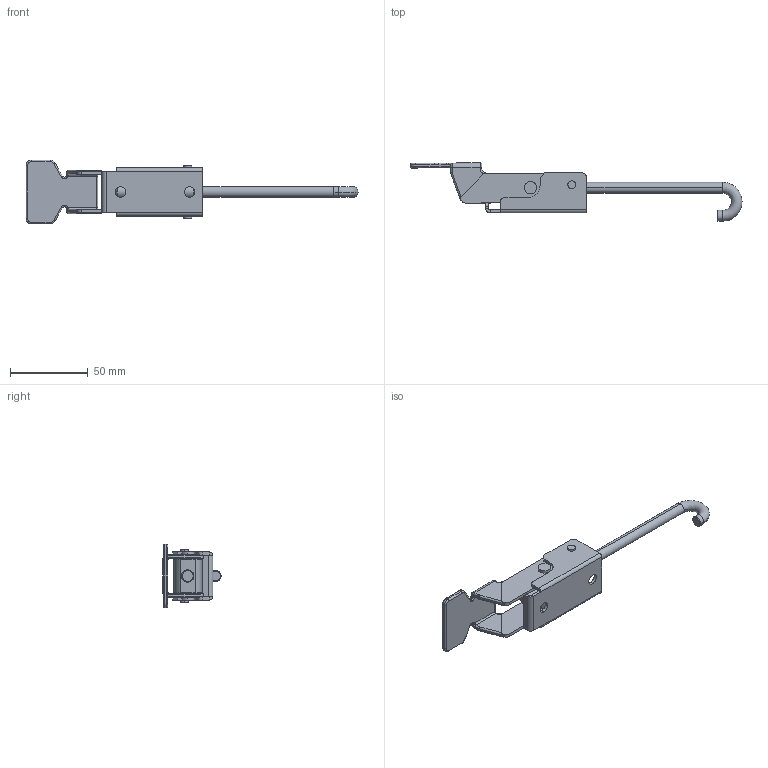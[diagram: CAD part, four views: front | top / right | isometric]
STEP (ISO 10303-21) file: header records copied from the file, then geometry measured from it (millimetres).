
FILE_DESCRIPTION (( 'STEP AP214' ), '1' );
FILE_NAME ('GH-40702(Â²¤Æ).STEP', '2020-07-10T06:01:12', ( 'LinWei' ), ( '' ), 'SwSTEP 2.0', 'SolidWorks 2016', '' );
FILE_SCHEMA (( 'AUTOMOTIVE_DESIGN' ));
Length unit declared in the file: millimetre
Products named in the file (5): 14070213-1^GH-40702(簡化); Group3^GH-40702(簡化); Group1^GH-40702(簡化); GH-40702(簡化); 44070265-1^GH-40702(簡化)
Assembly tree (4 placements, depth 2):
  GH-40702(簡化)
    Group1^GH-40702(簡化)
    Group3^GH-40702(簡化)
    14070213-1^GH-40702(簡化)
    44070265-1^GH-40702(簡化)
Bounding box: 214 x 37.58 x 41 mm (x, y, z)
Volume: 31762.6 mm3; surface area: 25759.7 mm2
Topology: 6 solids, 6 shells, 268 faces, 615 edges, 366 vertices
Faces by surface type: plane 101, cylinder 99, torus 32, cone 24, bspline 12
Entity records: 9898 total; most frequent: CARTESIAN_POINT 2124, DIRECTION 1345, ORIENTED_EDGE 1230, EDGE_CURVE 615, AXIS2_PLACEMENT_3D 531, VERTEX_POINT 366, EDGE_LOOP 289, LINE 283
